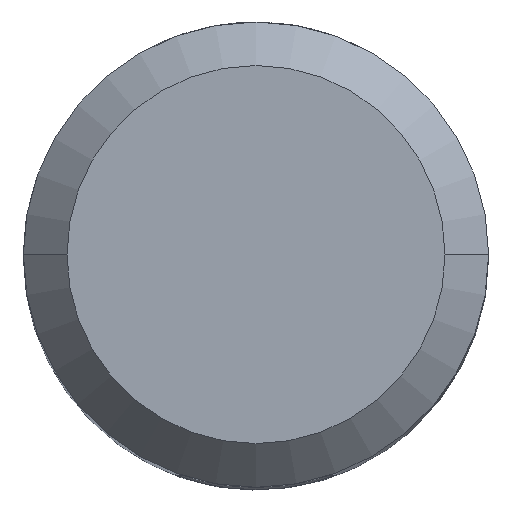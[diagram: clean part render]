
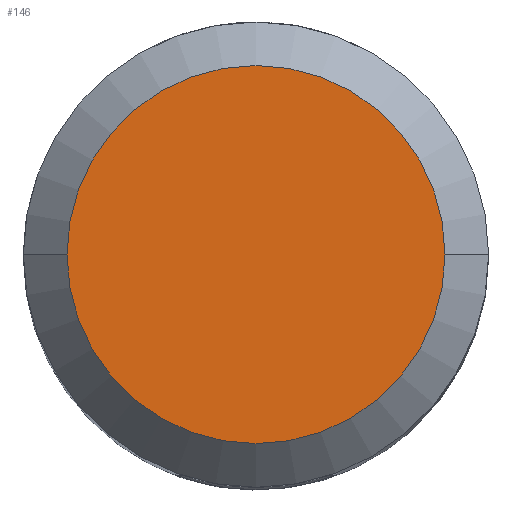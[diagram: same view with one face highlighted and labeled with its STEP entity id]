
A CAD part, top view. The second image highlights one B-rep face of the part: STEP entity #146.
In plain terms, the highlighted planar face has unit normal (0, 0, 1).
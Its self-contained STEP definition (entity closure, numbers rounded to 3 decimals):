
#146=ADVANCED_FACE('',(#187),#166,.F.);
#166=PLANE('',#606);
#187=FACE_OUTER_BOUND('',#221,.T.);
#221=EDGE_LOOP('',(#313,#314));
#313=ORIENTED_EDGE('',*,*,#446,.F.);
#314=ORIENTED_EDGE('',*,*,#492,.F.);
#398=VERTEX_POINT('',#800);
#399=VERTEX_POINT('',#801);
#446=EDGE_CURVE('',#398,#399,#521,.T.);
#492=EDGE_CURVE('',#399,#398,#532,.T.);
#521=CIRCLE('',#581,6.5);
#532=CIRCLE('',#604,6.5);
#581=AXIS2_PLACEMENT_3D('',#799,#653,#654);
#604=AXIS2_PLACEMENT_3D('',#979,#714,#715);
#606=AXIS2_PLACEMENT_3D('',#981,#718,#719);
#653=DIRECTION('',(0.,0.,-1.));
#654=DIRECTION('',(-1.,0.,0.));
#714=DIRECTION('',(0.,0.,-1.));
#715=DIRECTION('',(-1.,0.,0.));
#718=DIRECTION('',(0.,0.,-1.));
#719=DIRECTION('',(-1.,0.,0.));
#799=CARTESIAN_POINT('',(0.,0.,0.));
#800=CARTESIAN_POINT('',(-6.5,0.,0.));
#801=CARTESIAN_POINT('',(6.5,0.,0.));
#979=CARTESIAN_POINT('',(0.,0.,0.));
#981=CARTESIAN_POINT('',(0.,6.5,0.));
